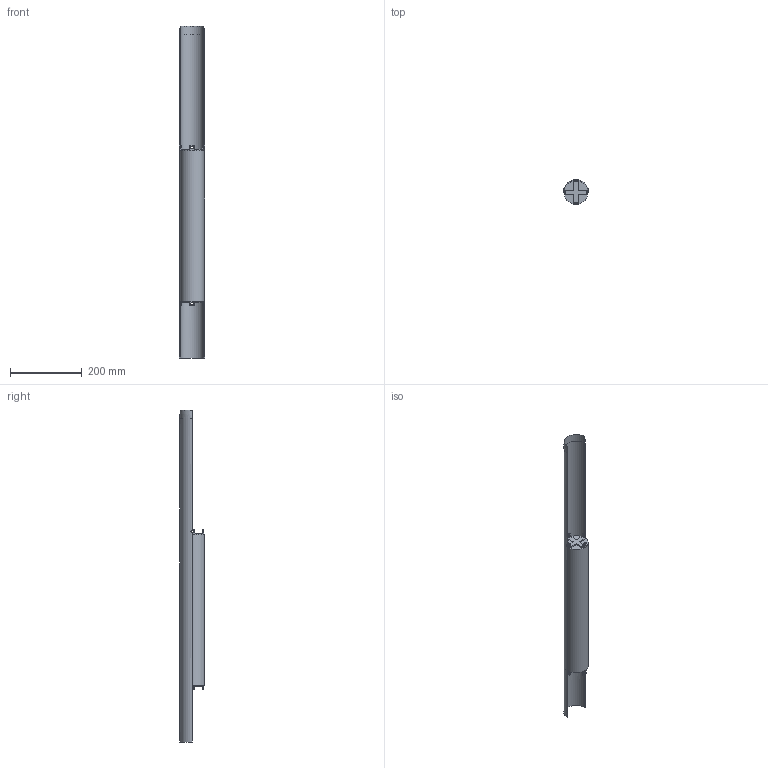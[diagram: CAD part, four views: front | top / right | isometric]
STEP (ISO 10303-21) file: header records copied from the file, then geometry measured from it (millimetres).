
FILE_DESCRIPTION(('STEP AP242'), '1');
FILE_NAME('Êðåïëåíèå', '', ('UNSPECIFIED'), ('UNSPECIFIED'), 'C3D Converter', 'C3D Toolkit', '');
FILE_SCHEMA(('AP242_MANAGED_MODEL_BASED_3D_ENGINEERING_MIM_LF { 1 0 10303 442 1 1 4 }'));
Length unit declared in the file: millimetre
Bounding box: 70 x 68 x 923.32 mm (x, y, z)
Volume: 1642541.9 mm3; surface area: 211989.8 mm2
Topology: 2 solids, 2 shells, 75 faces, 203 edges, 133 vertices
Faces by surface type: plane 56, cylinder 18, bspline 1
Full cylindrical faces by diameter (mm): 7.66 x10
Entity records: 3590 total; most frequent: CARTESIAN_POINT 1522, ORIENTED_EDGE 386, DIRECTION 359, EDGE_CURVE 193, LINE 153, VECTOR 153, VERTEX_POINT 133, EDGE_LOOP 106
